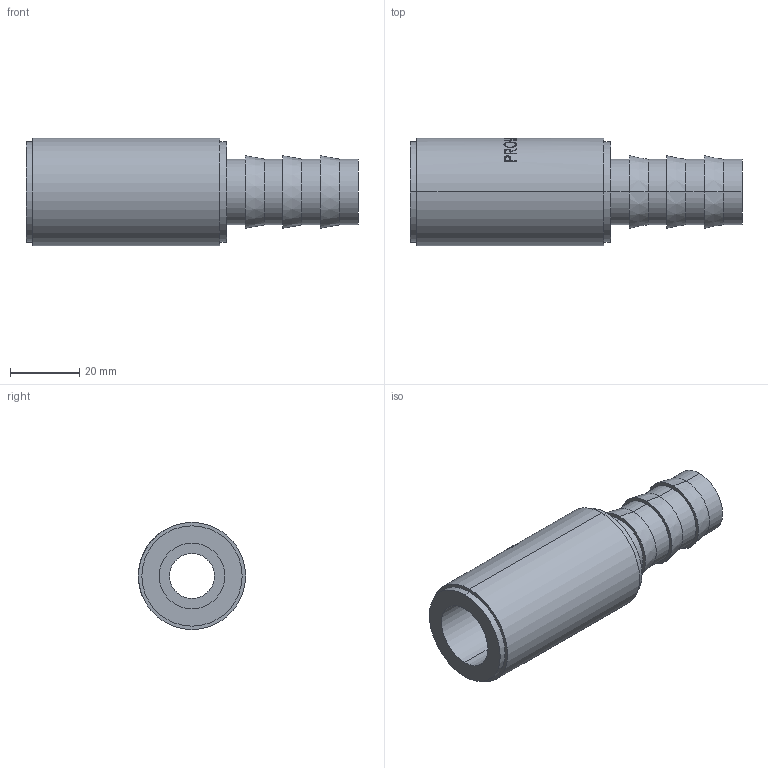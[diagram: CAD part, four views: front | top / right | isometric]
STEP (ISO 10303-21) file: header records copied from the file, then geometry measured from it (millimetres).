
FILE_DESCRIPTION (( 'STEP AP203' ), '1' );
FILE_NAME ('086f.STEP', '2022-08-05T10:27:56', ( '' ), ( '' ), 'SwSTEP 2.0', 'SolidWorks 2019', '' );
FILE_SCHEMA (( 'CONFIG_CONTROL_DESIGN' ));
Length unit declared in the file: millimetre
Products named in the file (1): 086f
Bounding box: 96 x 31 x 31 mm (x, y, z)
Volume: 37556.6 mm3; surface area: 13888.6 mm2
Topology: 1 solids, 1 shells, 116 faces, 288 edges, 190 vertices
Faces by surface type: bspline 42, plane 41, cylinder 27, cone 6
Entity records: 8260 total; most frequent: CARTESIAN_POINT 5726, ORIENTED_EDGE 576, DIRECTION 384, EDGE_CURVE 288, VERTEX_POINT 190, AXIS2_PLACEMENT_3D 157, B_SPLINE_CURVE_WITH_KNOTS 136, EDGE_LOOP 134
